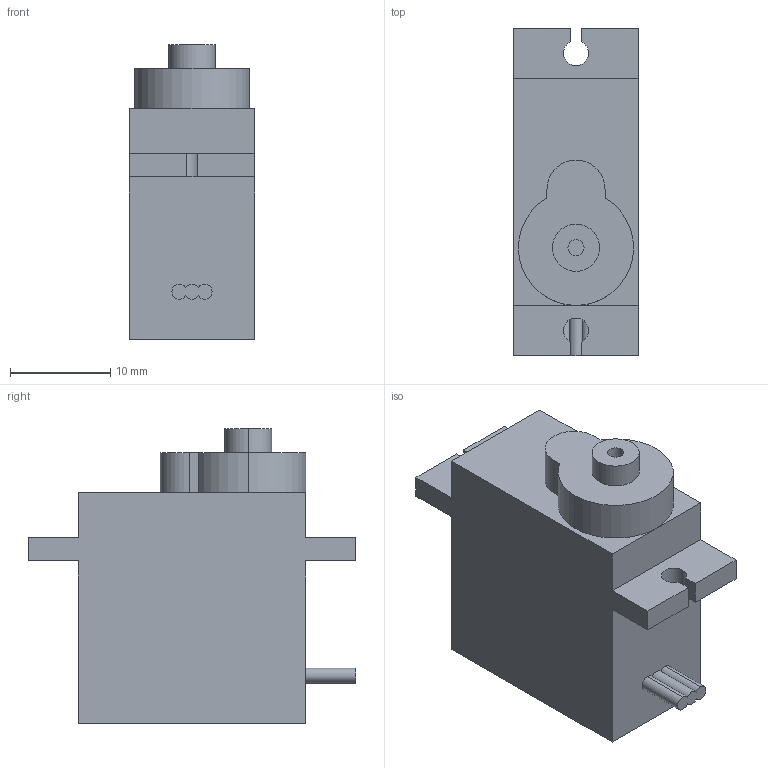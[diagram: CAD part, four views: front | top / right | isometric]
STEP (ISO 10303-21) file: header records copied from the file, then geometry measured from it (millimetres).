
FILE_DESCRIPTION (( 'STEP AP203' ), '1' );
FILE_NAME ('microservo SG90.STEP', '2022-05-13T21:28:53', ( '' ), ( '' ), 'SwSTEP 2.0', 'SolidWorks 2016', '' );
FILE_SCHEMA (( 'CONFIG_CONTROL_DESIGN' ));
Length unit declared in the file: millimetre
Products named in the file (1): microservo SG90
Bounding box: 12.5 x 32.7 x 29.4 mm (x, y, z)
Volume: 7324.1 mm3; surface area: 2761.6 mm2
Topology: 1 solids, 1 shells, 49 faces, 131 edges, 87 vertices
Faces by surface type: plane 26, cylinder 23
Entity records: 1621 total; most frequent: DIRECTION 278, CARTESIAN_POINT 268, ORIENTED_EDGE 262, EDGE_CURVE 131, AXIS2_PLACEMENT_3D 97, VERTEX_POINT 87, VECTOR 84, LINE 84
